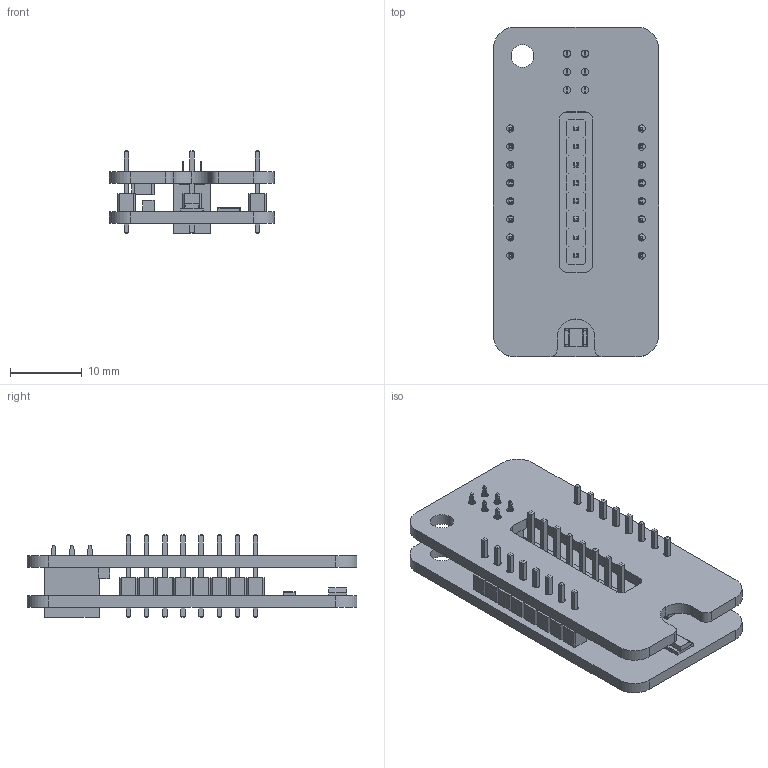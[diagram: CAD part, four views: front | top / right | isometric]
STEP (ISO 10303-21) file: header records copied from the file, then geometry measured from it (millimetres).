
FILE_DESCRIPTION(('FreeCAD Model'),'2;1');
FILE_NAME('Open CASCADE Shape Model','2022-04-15T09:07:15',(''),(''), 'Open CASCADE STEP processor 7.5','FreeCAD','Unknown');
FILE_SCHEMA(('AUTOMOTIVE_DESIGN { 1 0 10303 214 1 1 1 1 }'));
Length unit declared in the file: millimetre
Products named in the file (19): JTAG_ISP_ISP; JTAG_ISP-ISP; Board_Geoms_b0ad; Pcb_b0ad; Step_Models_b0ad; Bot_b0ad; C1_C_1206_3216Metric_8ab35eb3909b; J1_PinSocket_2x03_P254mm_Vertical_11958836bf48; JTAG_ISP-HDR; Board_Geoms_3d3b; Pcb_3d3b; Step_Models_3d3b; Top_3d3b; J2_PinHeader_1x08_P254mm_Vertical_fe993c246832; C1_C_1206_3216Metric_07f5eb895435; J1_PinHeader_1x08_P254mm_Vertical_b79930fb2714; JTAG1_PinHeader_1x08_P254mm_Vertical_10c12ca8a28d; D1_LED_1210_3225Metric_053afcd77527; R1_R_1206_3216Metric_2292a632100f
Assembly tree (18 placements, depth 5):
  JTAG_ISP_ISP
    JTAG_ISP-ISP
      Board_Geoms_b0ad
        Pcb_b0ad
      Step_Models_b0ad
        Bot_b0ad
          C1_C_1206_3216Metric_8ab35eb3909b
          J1_PinSocket_2x03_P254mm_Vertical_11958836bf48
    JTAG_ISP-HDR
      Board_Geoms_3d3b
        Pcb_3d3b
      Step_Models_3d3b
        Top_3d3b
          J2_PinHeader_1x08_P254mm_Vertical_fe993c246832
          C1_C_1206_3216Metric_07f5eb895435
          J1_PinHeader_1x08_P254mm_Vertical_b79930fb2714
          JTAG1_PinHeader_1x08_P254mm_Vertical_10c12ca8a28d
          D1_LED_1210_3225Metric_053afcd77527
          R1_R_1206_3216Metric_2292a632100f
Bounding box: 23.08 x 46.14 x 11.54 mm (x, y, z)
Volume: 3737.1 mm3; surface area: 6250.6 mm2
Topology: 10 solids, 10 shells, 1007 faces, 2520 edges, 1604 vertices
Faces by surface type: plane 899, cylinder 108
Full cylindrical faces by diameter (mm): 1 x46, 3.2 x2
Entity records: 36348 total; most frequent: CARTESIAN_POINT 5150, ORIENTED_EDGE 5040, DIRECTION 4788, EDGE_CURVE 2520, LINE 2304, VECTOR 2304, VERTEX_POINT 1604, AXIS2_PLACEMENT_3D 1242
